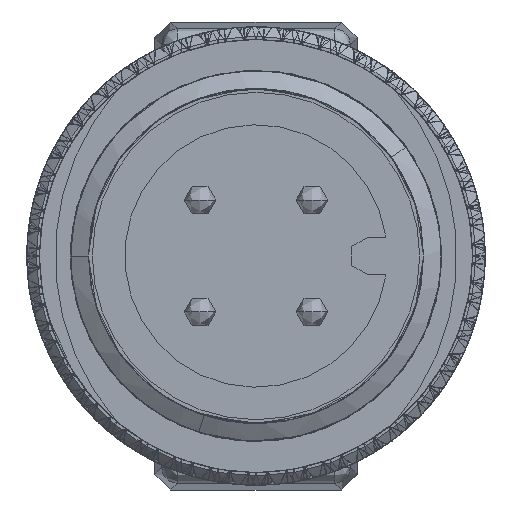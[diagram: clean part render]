
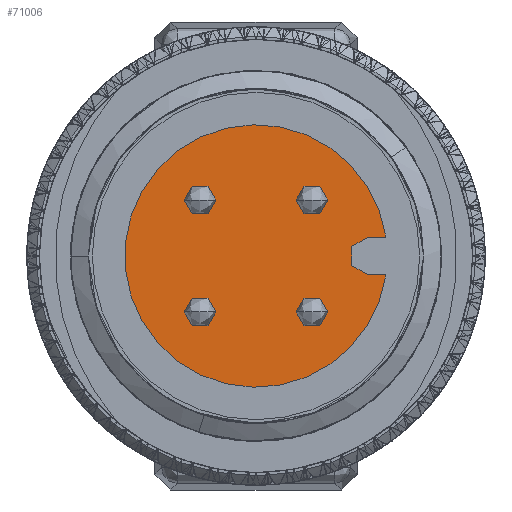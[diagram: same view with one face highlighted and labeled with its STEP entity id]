
A CAD part, left-side view. The second image highlights one B-rep face of the part: STEP entity #71006.
In plain terms, the highlighted planar face has unit normal (-1, 0, 0).
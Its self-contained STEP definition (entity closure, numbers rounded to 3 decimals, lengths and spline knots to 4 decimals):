
#22893=CARTESIAN_POINT('',(-285.1,0.,0.));
#22894=DIRECTION('',(-1.,0.,0.));
#22895=DIRECTION('',(0.,-0.989,0.145));
#22896=AXIS2_PLACEMENT_3D('',#22893,#22894,#22895);
#22911=CARTESIAN_POINT('',(-285.1,-3.55,0.));
#22912=DIRECTION('',(-1.,0.,0.));
#22913=DIRECTION('',(0.,0.,1.));
#22914=AXIS2_PLACEMENT_3D('',#22911,#22912,#22913);
#22916=DIRECTION('',(0.,-1.,0.));
#22917=VECTOR('',#22916,0.5564);
#22918=CARTESIAN_POINT('',(-285.1,-3.55,-0.6));
#22919=LINE('',#22918,#22917);
#22920=DIRECTION('',(0.,1.,0.));
#22921=VECTOR('',#22920,0.5564);
#22922=CARTESIAN_POINT('',(-285.1,-4.1064,0.6));
#22923=LINE('',#22922,#22921);
#22924=CARTESIAN_POINT('',(-285.1,-1.7678,-1.7678));
#22925=DIRECTION('',(1.,0.,0.));
#22926=DIRECTION('',(0.,-1.,0.));
#22927=AXIS2_PLACEMENT_3D('',#22924,#22925,#22926);
#22929=CARTESIAN_POINT('',(-285.1,-1.7678,-1.7678));
#22930=DIRECTION('',(1.,0.,0.));
#22931=DIRECTION('',(0.,1.,0.));
#22932=AXIS2_PLACEMENT_3D('',#22929,#22930,#22931);
#22934=CARTESIAN_POINT('',(-285.1,-1.7678,1.7678));
#22935=DIRECTION('',(1.,0.,0.));
#22936=DIRECTION('',(0.,-1.,0.));
#22937=AXIS2_PLACEMENT_3D('',#22934,#22935,#22936);
#22939=CARTESIAN_POINT('',(-285.1,-1.7678,1.7678));
#22940=DIRECTION('',(1.,0.,0.));
#22941=DIRECTION('',(0.,1.,0.));
#22942=AXIS2_PLACEMENT_3D('',#22939,#22940,#22941);
#22944=CARTESIAN_POINT('',(-285.1,1.7678,1.7678));
#22945=DIRECTION('',(1.,0.,0.));
#22946=DIRECTION('',(0.,-1.,0.));
#22947=AXIS2_PLACEMENT_3D('',#22944,#22945,#22946);
#22949=CARTESIAN_POINT('',(-285.1,1.7678,1.7678));
#22950=DIRECTION('',(1.,0.,0.));
#22951=DIRECTION('',(0.,1.,0.));
#22952=AXIS2_PLACEMENT_3D('',#22949,#22950,#22951);
#22954=CARTESIAN_POINT('',(-285.1,1.7678,-1.7678));
#22955=DIRECTION('',(1.,0.,0.));
#22956=DIRECTION('',(0.,-1.,0.));
#22957=AXIS2_PLACEMENT_3D('',#22954,#22955,#22956);
#22959=CARTESIAN_POINT('',(-285.1,1.7678,-1.7678));
#22960=DIRECTION('',(1.,0.,0.));
#22961=DIRECTION('',(0.,1.,0.));
#22962=AXIS2_PLACEMENT_3D('',#22959,#22960,#22961);
#32304=CARTESIAN_POINT('',(-285.1,-4.1064,0.6));
#32306=VERTEX_POINT('',#32304);
#32307=CARTESIAN_POINT('',(-285.1,-3.55,0.6));
#32308=CARTESIAN_POINT('',(-285.1,-3.55,-0.6));
#32309=VERTEX_POINT('',#32307);
#32310=VERTEX_POINT('',#32308);
#32311=CARTESIAN_POINT('',(-285.1,-4.1064,-0.6));
#32312=VERTEX_POINT('',#32311);
#32321=CARTESIAN_POINT('',(-285.1,-2.2678,-1.7678));
#32322=CARTESIAN_POINT('',(-285.1,-1.2678,-1.7678));
#32323=VERTEX_POINT('',#32321);
#32324=VERTEX_POINT('',#32322);
#32331=CARTESIAN_POINT('',(-285.1,-2.2678,1.7678));
#32332=CARTESIAN_POINT('',(-285.1,-1.2678,1.7678));
#32333=VERTEX_POINT('',#32331);
#32334=VERTEX_POINT('',#32332);
#32341=CARTESIAN_POINT('',(-285.1,1.2678,1.7678));
#32342=CARTESIAN_POINT('',(-285.1,2.2678,1.7678));
#32343=VERTEX_POINT('',#32341);
#32344=VERTEX_POINT('',#32342);
#32351=CARTESIAN_POINT('',(-285.1,1.2678,-1.7678));
#32352=CARTESIAN_POINT('',(-285.1,2.2678,-1.7678));
#32353=VERTEX_POINT('',#32351);
#32354=VERTEX_POINT('',#32352);
#70968=CARTESIAN_POINT('',(-285.1,0.,0.));
#70969=DIRECTION('',(1.,0.,0.));
#70970=DIRECTION('',(0.,-1.,0.));
#70971=AXIS2_PLACEMENT_3D('',#70968,#70969,#70970);
#70972=PLANE('',#70971);
#70974=ORIENTED_EDGE('',*,*,#70973,.T.);
#70976=ORIENTED_EDGE('',*,*,#70975,.T.);
#70977=ORIENTED_EDGE('',*,*,#70958,.F.);
#70979=ORIENTED_EDGE('',*,*,#70978,.T.);
#70980=EDGE_LOOP('',(#70974,#70976,#70977,#70979));
#70981=FACE_OUTER_BOUND('',#70980,.F.);
#70983=ORIENTED_EDGE('',*,*,#70982,.F.);
#70985=ORIENTED_EDGE('',*,*,#70984,.F.);
#70986=EDGE_LOOP('',(#70983,#70985));
#70987=FACE_BOUND('',#70986,.F.);
#70989=ORIENTED_EDGE('',*,*,#70988,.F.);
#70991=ORIENTED_EDGE('',*,*,#70990,.F.);
#70992=EDGE_LOOP('',(#70989,#70991));
#70993=FACE_BOUND('',#70992,.F.);
#70995=ORIENTED_EDGE('',*,*,#70994,.F.);
#70997=ORIENTED_EDGE('',*,*,#70996,.F.);
#70998=EDGE_LOOP('',(#70995,#70997));
#70999=FACE_BOUND('',#70998,.F.);
#71001=ORIENTED_EDGE('',*,*,#71000,.F.);
#71003=ORIENTED_EDGE('',*,*,#71002,.F.);
#71004=EDGE_LOOP('',(#71001,#71003));
#71005=FACE_BOUND('',#71004,.F.);
#71006=ADVANCED_FACE('',(#70981,#70987,#70993,#70999,#71005),#70972,.F.);
#22897=CIRCLE('',#22896,4.15);
#22915=CIRCLE('',#22914,0.6);
#22928=CIRCLE('',#22927,0.5);
#22933=CIRCLE('',#22932,0.5);
#22938=CIRCLE('',#22937,0.5);
#22943=CIRCLE('',#22942,0.5);
#22948=CIRCLE('',#22947,0.5);
#22953=CIRCLE('',#22952,0.5);
#22958=CIRCLE('',#22957,0.5);
#22963=CIRCLE('',#22962,0.5);
#70958=EDGE_CURVE('',#32306,#32312,#22897,.T.);
#70973=EDGE_CURVE('',#32309,#32310,#22915,.T.);
#70975=EDGE_CURVE('',#32310,#32312,#22919,.T.);
#70978=EDGE_CURVE('',#32306,#32309,#22923,.T.);
#70982=EDGE_CURVE('',#32323,#32324,#22928,.T.);
#70984=EDGE_CURVE('',#32324,#32323,#22933,.T.);
#70988=EDGE_CURVE('',#32333,#32334,#22938,.T.);
#70990=EDGE_CURVE('',#32334,#32333,#22943,.T.);
#70994=EDGE_CURVE('',#32343,#32344,#22948,.T.);
#70996=EDGE_CURVE('',#32344,#32343,#22953,.T.);
#71000=EDGE_CURVE('',#32353,#32354,#22958,.T.);
#71002=EDGE_CURVE('',#32354,#32353,#22963,.T.);
